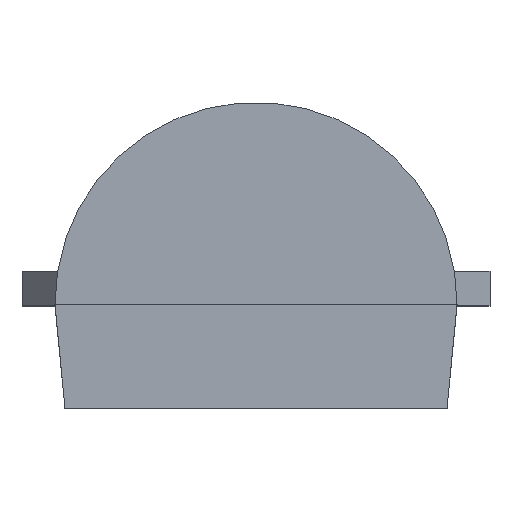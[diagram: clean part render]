
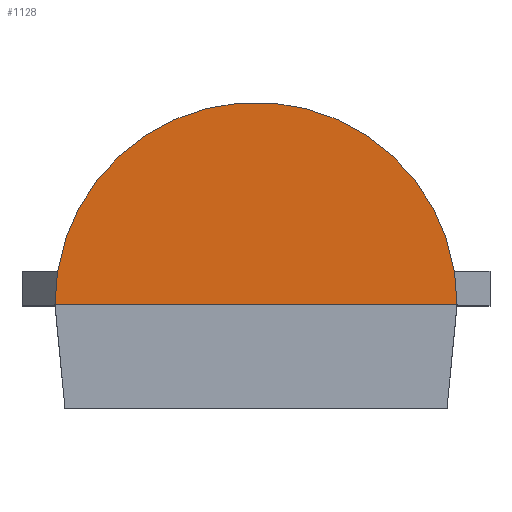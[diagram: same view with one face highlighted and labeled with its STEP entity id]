
A CAD part, top view. The second image highlights one B-rep face of the part: STEP entity #1128.
In plain terms, the highlighted planar face has unit normal (0, 0, 1).
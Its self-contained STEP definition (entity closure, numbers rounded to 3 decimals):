
#24 = VERTEX_POINT('',#25);
#25 = CARTESIAN_POINT('',(-2.38,-0.205,7.825));
#71 = EDGE_CURVE('',#72,#24,#74,.T.);
#72 = VERTEX_POINT('',#73);
#73 = CARTESIAN_POINT('',(2.38,-0.205,7.825));
#74 = CIRCLE('',#75,2.38);
#75 = AXIS2_PLACEMENT_3D('',#76,#77,#78);
#76 = CARTESIAN_POINT('',(0.,-0.19,7.825));
#77 = DIRECTION('',(0.,0.,1.));
#78 = DIRECTION('',(-1.,0.,0.));
#1019 = EDGE_CURVE('',#72,#24,#1020,.T.);
#1020 = LINE('',#1021,#1022);
#1021 = CARTESIAN_POINT('',(2.38,-0.205,7.825));
#1022 = VECTOR('',#1023,1.);
#1023 = DIRECTION('',(-1.,0.,0.));
#1128 = ADVANCED_FACE('',(#1129),#1133,.T.);
#1129 = FACE_BOUND('',#1130,.T.);
#1130 = EDGE_LOOP('',(#1131,#1132));
#1131 = ORIENTED_EDGE('',*,*,#71,.T.);
#1132 = ORIENTED_EDGE('',*,*,#1019,.F.);
#1133 = PLANE('',#1134);
#1134 = AXIS2_PLACEMENT_3D('',#1135,#1136,#1137);
#1135 = CARTESIAN_POINT('',(0.,0.626,7.825));
#1136 = DIRECTION('',(0.,0.,1.));
#1137 = DIRECTION('',(-1.,0.,0.));
